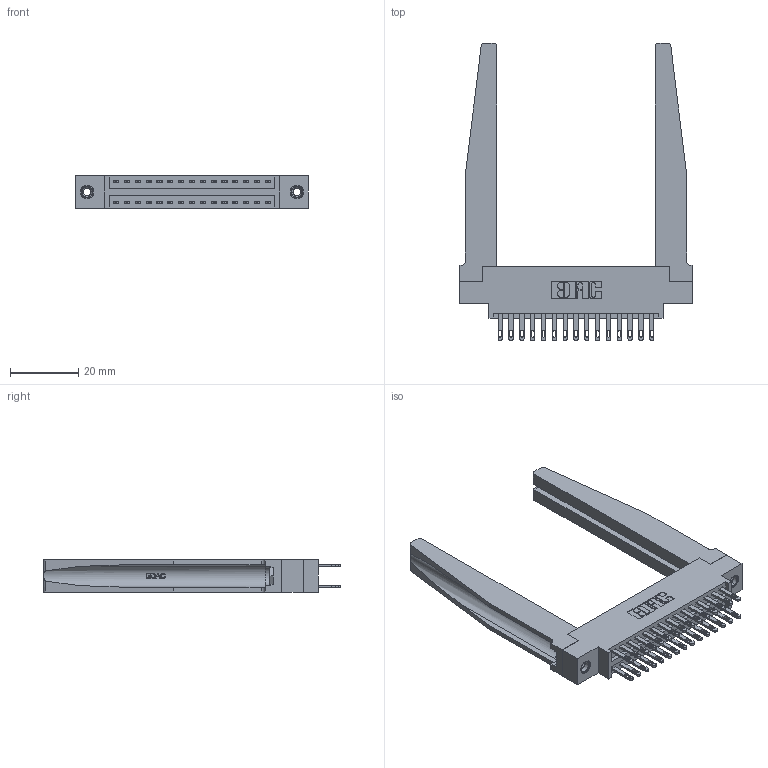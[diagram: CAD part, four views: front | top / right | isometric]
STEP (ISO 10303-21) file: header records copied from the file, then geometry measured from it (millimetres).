
FILE_DESCRIPTION (( 'STEP AP203' ), '1' );
FILE_NAME ('346-030-500-878.STEP', '2022-05-19T15:58:01', ( '' ), ( '' ), 'SwSTEP 2.0', 'SolidWorks 2020', '' );
FILE_SCHEMA (( 'CONFIG_CONTROL_DESIGN' ));
Length unit declared in the file: inch
Products named in the file (5): 346-220-078_345-220-078; 345-250-001_345-250-001-102; 346-030-500-878; 346 Part_0.170 Offset - 0.156 Dia-TH; 345-292-001_345-293-100
Assembly tree (35 placements, depth 2):
  346-030-500-878
    346 Part_0.170 Offset - 0.156 Dia-TH
    345-292-001_345-293-100  x30
    346-220-078_345-220-078  x2
    345-250-001_345-250-001-102  x2
Bounding box: 68.2 x 87.12 x 9.4 mm (x, y, z)
Volume: 13268.4 mm3; surface area: 15382.9 mm2
Topology: 35 solids, 35 shells, 1814 faces, 5395 edges, 3586 vertices
Faces by surface type: plane 1106, cylinder 656, bspline 36, cone 12, torus 4
Entity records: 18650 total; most frequent: CARTESIAN_POINT 4053, ORIENTED_EDGE 2874, DIRECTION 2611, EDGE_CURVE 1437, LINE 1147, VECTOR 1147, VERTEX_POINT 952, AXIS2_PLACEMENT_3D 732
